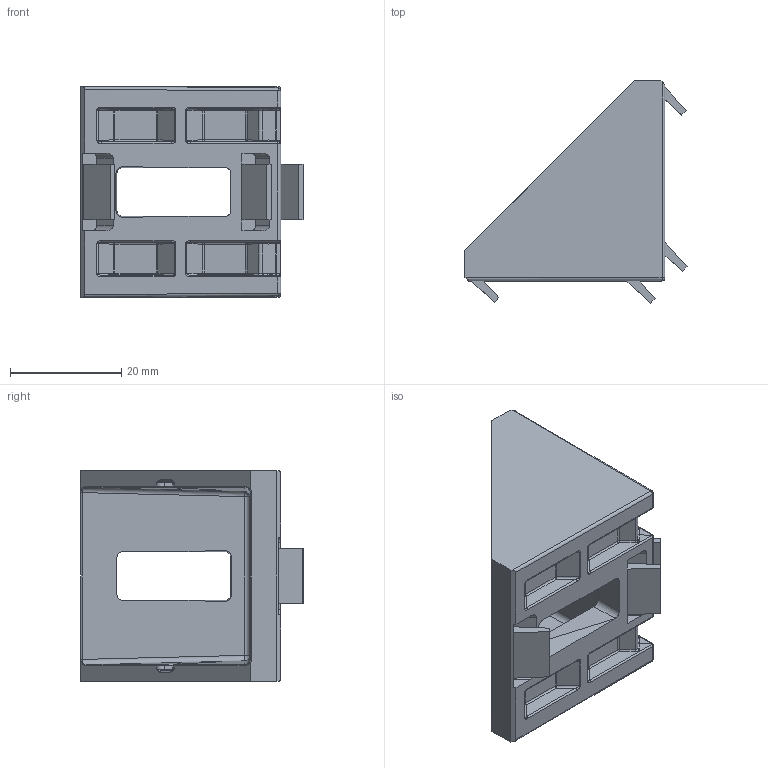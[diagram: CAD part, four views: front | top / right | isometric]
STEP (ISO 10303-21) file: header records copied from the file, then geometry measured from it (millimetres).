
FILE_DESCRIPTION (( 'STEP AP214' ), '1' );
FILE_NAME ('6261115', '2019-02-04T09:37:41', ( '' ), ('JUGARD+KÜNSTNER GmbH'), 'SwSTEP 2.0', 'SolidWorks 2017', '' );
FILE_SCHEMA (( 'AUTOMOTIVE_DESIGN' ));
Length unit declared in the file: millimetre
Products named in the file (1): 6261115_CNAJF00
Bounding box: 40.02 x 40.02 x 38 mm (x, y, z)
Volume: 13033.9 mm3; surface area: 8944.9 mm2
Topology: 1 solids, 1 shells, 389 faces, 927 edges, 532 vertices
Faces by surface type: cylinder 149, bspline 119, plane 110, cone 11
Entity records: 12767 total; most frequent: CARTESIAN_POINT 4685, ORIENTED_EDGE 1822, DIRECTION 1478, EDGE_CURVE 911, VERTEX_POINT 532, AXIS2_PLACEMENT_3D 513, LINE 452, VECTOR 452
